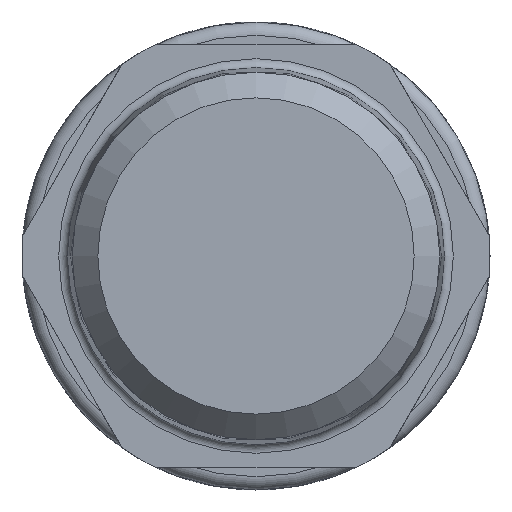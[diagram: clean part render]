
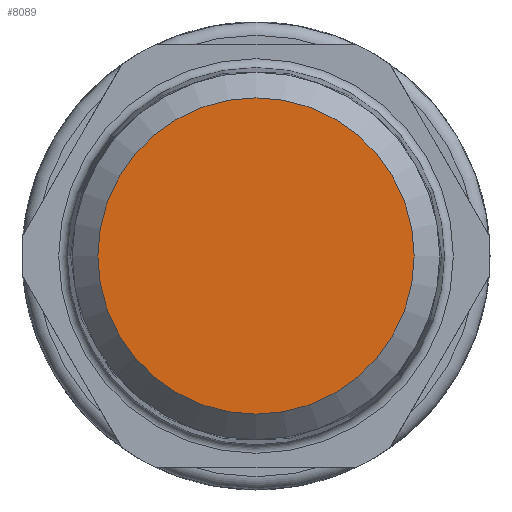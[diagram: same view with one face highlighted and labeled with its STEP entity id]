
A CAD part, left-side view. The second image highlights one B-rep face of the part: STEP entity #8089.
In plain terms, the highlighted planar face has unit normal (-1, 0, 0).
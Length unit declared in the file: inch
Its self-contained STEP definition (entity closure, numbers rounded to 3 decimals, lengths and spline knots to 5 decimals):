
#1035=PLANE('',#9041);
#1453=FACE_OUTER_BOUND('',#1893,.T.);
#1893=EDGE_LOOP('',(#6982,#6983));
#2414=CIRCLE('',#9042,0.3526);
#2415=CIRCLE('',#9043,0.3526);
#3464=VERTEX_POINT('',#16644);
#3465=VERTEX_POINT('',#16645);
#4645=EDGE_CURVE('',#3464,#3465,#2414,.T.);
#4646=EDGE_CURVE('',#3465,#3464,#2415,.T.);
#6982=ORIENTED_EDGE('',*,*,#4645,.F.);
#6983=ORIENTED_EDGE('',*,*,#4646,.F.);
#8089=ADVANCED_FACE('',(#1453),#1035,.T.);
#9041=AXIS2_PLACEMENT_3D('',#16643,#11171,#11172);
#9042=AXIS2_PLACEMENT_3D('',#16646,#11173,#11174);
#9043=AXIS2_PLACEMENT_3D('',#16647,#11175,#11176);
#11171=DIRECTION('center_axis',(-1.,0.,0.));
#11172=DIRECTION('ref_axis',(0.,0.,
-1.));
#11173=DIRECTION('center_axis',(1.,0.,0.));
#11174=DIRECTION('ref_axis',(0.,0.,
1.));
#11175=DIRECTION('center_axis',(1.,0.,0.));
#11176=DIRECTION('ref_axis',(0.,0.,
1.));
#16643=CARTESIAN_POINT('Origin',(-1.66535,-0.3526,0.));
#16644=CARTESIAN_POINT('',(-1.66535,-0.3526,0.));
#16645=CARTESIAN_POINT('',(-1.66535,0.3526,0.));
#16646=CARTESIAN_POINT('Origin',(-1.66535,0.,
0.));
#16647=CARTESIAN_POINT('Origin',(-1.66535,0.,
0.));
